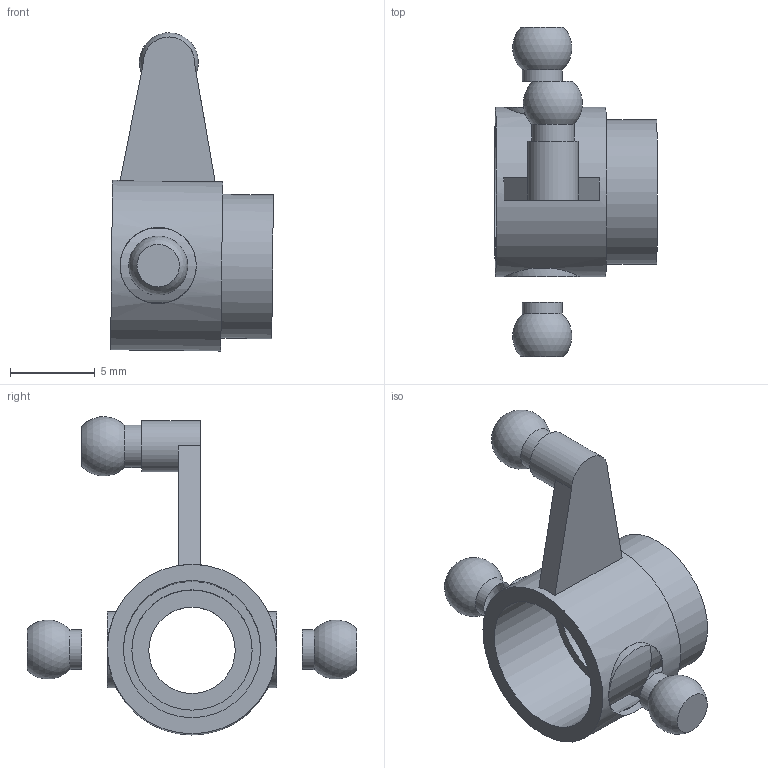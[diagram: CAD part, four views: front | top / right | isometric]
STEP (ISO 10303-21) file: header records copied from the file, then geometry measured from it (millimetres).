
FILE_DESCRIPTION(/* description */ (''),/* implementation_level */ '2;1');
FILE_NAME(/* name */ 'Knuckle-Right(Only For Demonstration).step',/* time_stamp */ '2025-09-20T22:49:54+06:00',/* author */ (''),/* organization */ (''),/* preprocessor_version */ 'ST-DEVELOPER v20.1',/* originating_system */ 'Autodesk Translation Framework v14.17.0.0',/* authorisation */ '');
FILE_SCHEMA (('AUTOMOTIVE_DESIGN { 1 0 10303 214 3 1 1 }'));
Length unit declared in the file: millimetre
Products named in the file (3): Configuration 1; Steeriing; Kunckle Riight v1
Assembly tree (2 placements, depth 3):
  Configuration 1
    Steeriing
      Kunckle Riight v1
Bounding box: 9.6 x 19.44 x 18.77 mm (x, y, z)
Volume: 424 mm3; surface area: 854.4 mm2
Topology: 1 solids, 1 shells, 37 faces, 71 edges, 43 vertices
Faces by surface type: plane 18, cylinder 14, sphere 3, cone 2
Full cylindrical faces by diameter (mm): 2.35 x2, 2.5 x1, 3 x1, 5.1 x1, 7.1 x2, 8.1 x1, 8.5 x1, 10 x1
Entity records: 1107 total; most frequent: CARTESIAN_POINT 228, DIRECTION 185, ORIENTED_EDGE 142, AXIS2_PLACEMENT_3D 80, EDGE_CURVE 71, EDGE_LOOP 46, VERTEX_POINT 43, FACE_OUTER_BOUND 37
